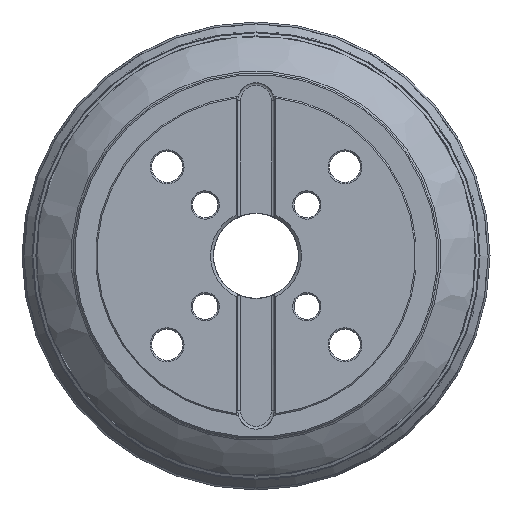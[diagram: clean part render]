
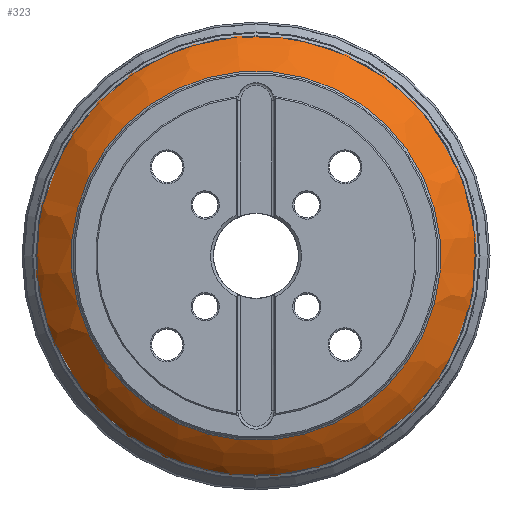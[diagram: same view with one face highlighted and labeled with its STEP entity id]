
A CAD part, top view. The second image highlights one B-rep face of the part: STEP entity #323.
In plain terms, the highlighted free-form (B-spline) face has degree [3, 3] with [4, 7] control points.
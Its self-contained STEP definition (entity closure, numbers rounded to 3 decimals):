
#129=(
BOUNDED_SURFACE()
B_SPLINE_SURFACE(3,3,((#3914,#3915,#3916,#3917,#3918,#3919,#3920),(#3921,
#3922,#3923,#3924,#3925,#3926,#3927),(#3928,#3929,#3930,#3931,#3932,#3933,
#3934),(#3935,#3936,#3937,#3938,#3939,#3940,#3941)),.UNSPECIFIED.,.F.,.T.,
 .F.)
B_SPLINE_SURFACE_WITH_KNOTS((4,4),(1,3,3,3,1),(0.,1.),(-0.5,0.,0.5,1.,1.5),
 .UNSPECIFIED.)
GEOMETRIC_REPRESENTATION_ITEM()
RATIONAL_B_SPLINE_SURFACE(((1.,0.333,0.333,1.,0.333,
0.333,1.),(0.99,0.33,0.33,
0.99,0.33,0.33,0.99),
(0.99,0.33,0.33,0.99,
0.33,0.33,0.99),(1.,0.333,
0.333,1.,0.333,0.333,1.)))
REPRESENTATION_ITEM('')
SURFACE()
);
#323=ADVANCED_FACE('',(#799,#800),#129,.T.);
#799=FACE_BOUND('',#1073,.T.);
#800=FACE_BOUND('',#1074,.T.);
#1073=EDGE_LOOP('',(#1395));
#1074=EDGE_LOOP('',(#1396));
#1395=ORIENTED_EDGE('',*,*,#1987,.F.);
#1396=ORIENTED_EDGE('',*,*,#1988,.T.);
#1787=VERTEX_POINT('',#3910);
#1788=VERTEX_POINT('',#3913);
#1987=EDGE_CURVE('',#1787,#1787,#2219,.T.);
#1988=EDGE_CURVE('',#1788,#1788,#2220,.T.);
#2219=CIRCLE('',#2401,130.58);
#2220=CIRCLE('',#2403,158.676);
#2401=AXIS2_PLACEMENT_3D('',#3909,#2835,#2836);
#2403=AXIS2_PLACEMENT_3D('',#3912,#2839,#2840);
#2835=DIRECTION('',(0.,0.,1.));
#2836=DIRECTION('',(0.996,0.087,0.));
#2839=DIRECTION('',(0.,0.,1.));
#2840=DIRECTION('',(0.996,0.087,0.));
#3909=CARTESIAN_POINT('',(0.,0.,-32.556));
#3910=CARTESIAN_POINT('',(130.083,11.381,-32.556));
#3912=CARTESIAN_POINT('',(0.,0.,-57.301));
#3913=CARTESIAN_POINT('',(158.072,13.83,-57.301));
#3914=CARTESIAN_POINT('',(130.083,11.381,-32.556));
#3915=CARTESIAN_POINT('',(107.321,271.546,-32.556));
#3916=CARTESIAN_POINT('',(-152.844,248.785,-32.556));
#3917=CARTESIAN_POINT('',(-130.083,-11.381,-32.556));
#3918=CARTESIAN_POINT('',(-107.321,-271.546,-32.556));
#3919=CARTESIAN_POINT('',(152.844,-248.785,-32.556));
#3920=CARTESIAN_POINT('',(130.083,11.381,-32.556));
#3921=CARTESIAN_POINT('',(140.78,12.317,-39.153));
#3922=CARTESIAN_POINT('',(116.147,293.876,-39.153));
#3923=CARTESIAN_POINT('',(-165.413,269.243,-39.153));
#3924=CARTESIAN_POINT('',(-140.78,-12.317,-39.153));
#3925=CARTESIAN_POINT('',(-116.147,-293.876,-39.153));
#3926=CARTESIAN_POINT('',(165.413,-269.243,-39.153));
#3927=CARTESIAN_POINT('',(140.78,12.317,-39.153));
#3928=CARTESIAN_POINT('',(150.201,13.141,-47.482));
#3929=CARTESIAN_POINT('',(123.92,313.544,-47.482));
#3930=CARTESIAN_POINT('',(-176.483,287.262,-47.482));
#3931=CARTESIAN_POINT('',(-150.201,-13.141,-47.482));
#3932=CARTESIAN_POINT('',(-123.92,-313.544,-47.482));
#3933=CARTESIAN_POINT('',(176.483,-287.262,-47.482));
#3934=CARTESIAN_POINT('',(150.201,13.141,-47.482));
#3935=CARTESIAN_POINT('',(158.072,13.83,-57.301));
#3936=CARTESIAN_POINT('',(130.413,329.974,-57.301));
#3937=CARTESIAN_POINT('',(-185.731,302.315,-57.301));
#3938=CARTESIAN_POINT('',(-158.072,-13.83,-57.301));
#3939=CARTESIAN_POINT('',(-130.413,-329.974,-57.301));
#3940=CARTESIAN_POINT('',(185.731,-302.315,-57.301));
#3941=CARTESIAN_POINT('',(158.072,13.83,-57.301));
